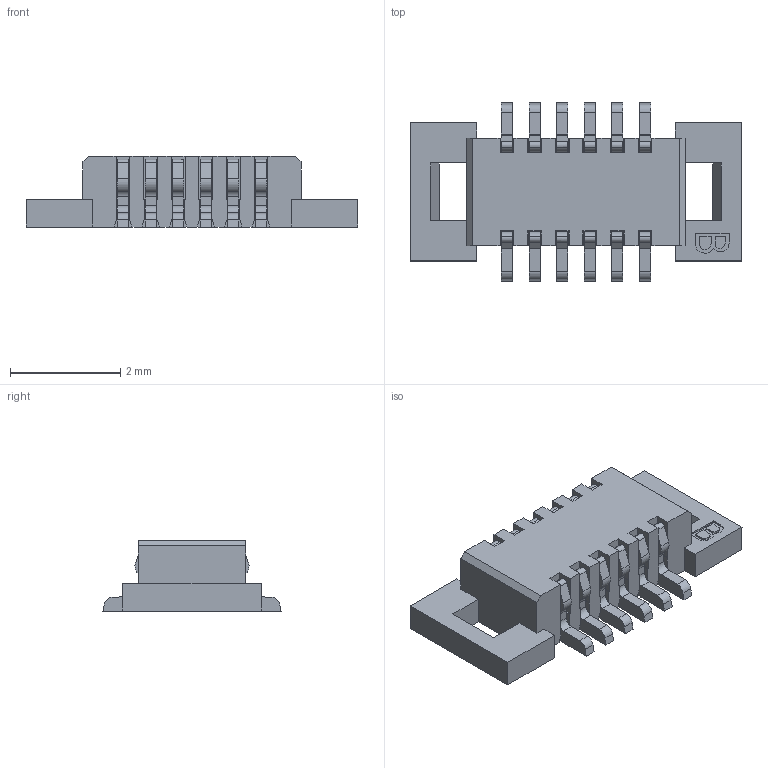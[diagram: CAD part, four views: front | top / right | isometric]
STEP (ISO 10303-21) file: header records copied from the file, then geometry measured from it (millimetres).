
FILE_DESCRIPTION((''),'2;1');
FILE_NAME('FBB05001-M12_REF','2021-05-18T',('gongcheng6'),(''),'PRO/ENGINEER BY PARAMETRIC TECHNOLOGY CORPORATION, 2010280','PRO/ENGINEER BY PARAMETRIC TECHNOLOGY CORPORATION, 2010280','');
FILE_SCHEMA(('CONFIG_CONTROL_DESIGN'));
Length unit declared in the file: millimetre
Products named in the file (1): FBB05001-M12_REF
Bounding box: 6 x 3.23 x 1.29 mm (x, y, z)
Volume: 11.6 mm3; surface area: 93.7 mm2
Topology: 1 solids, 1 shells, 694 faces, 2166 edges, 1451 vertices
Faces by surface type: plane 454, cylinder 240
Entity records: 24509 total; most frequent: CARTESIAN_POINT 4792, ORIENTED_EDGE 4332, DIRECTION 3958, EDGE_CURVE 2166, VECTOR 1570, LINE 1570, VERTEX_POINT 1451, AXIS2_PLACEMENT_3D 1194
